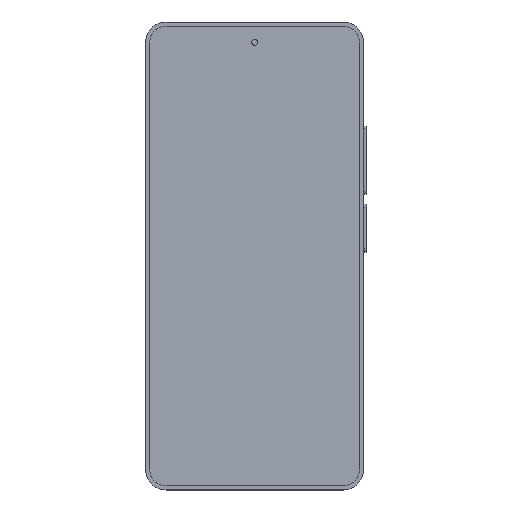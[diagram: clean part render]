
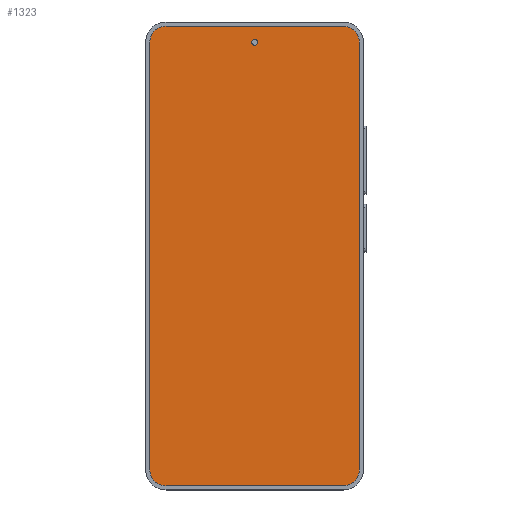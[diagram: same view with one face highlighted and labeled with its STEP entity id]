
A CAD part, top view. The second image highlights one B-rep face of the part: STEP entity #1323.
In plain terms, the highlighted planar face has unit normal (0, 0, 1).
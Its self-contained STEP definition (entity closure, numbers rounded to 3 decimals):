
#113 = CIRCLE ( 'NONE', #2436, 5.58 ) ;
#192 = AXIS2_PLACEMENT_3D ( 'NONE', #2867, #1332, #2610 ) ;
#253 = DIRECTION ( 'NONE',  ( 0., 0., 1. ) ) ;
#255 = VERTEX_POINT ( 'NONE', #3004 ) ;
#307 = CARTESIAN_POINT ( 'NONE',  ( 67.95, 1.42, 7.9 ) ) ;
#328 = PLANE ( 'NONE',  #3571 ) ;
#390 = AXIS2_PLACEMENT_3D ( 'NONE', #1144, #2780, #3031 ) ;
#413 = EDGE_CURVE ( 'NONE', #2596, #1190, #1285, .T. ) ;
#546 = DIRECTION ( 'NONE',  ( 0., 0., 1. ) ) ;
#610 = CARTESIAN_POINT ( 'NONE',  ( 1.42, 154.11, 7.9 ) ) ;
#648 = CARTESIAN_POINT ( 'NONE',  ( 38.475, 154.11, 7.9 ) ) ;
#721 = CARTESIAN_POINT ( 'NONE',  ( 1.42, 7., 7.9 ) ) ;
#753 = ORIENTED_EDGE ( 'NONE', *, *, #3636, .T. ) ;
#876 = DIRECTION ( 'NONE',  ( -1., 0., 0. ) ) ;
#950 = DIRECTION ( 'NONE',  ( -1., 0., 0. ) ) ;
#959 = VERTEX_POINT ( 'NONE', #307 ) ;
#969 = AXIS2_PLACEMENT_3D ( 'NONE', #1854, #253, #3751 ) ;
#1025 = VERTEX_POINT ( 'NONE', #1451 ) ;
#1144 = CARTESIAN_POINT ( 'NONE',  ( 37.475, 154.11, 7.9 ) ) ;
#1190 = VERTEX_POINT ( 'NONE', #1549 ) ;
#1242 = ORIENTED_EDGE ( 'NONE', *, *, #1317, .T. ) ;
#1245 = LINE ( 'NONE', #2519, #2063 ) ;
#1263 = FACE_BOUND ( 'NONE', #1333, .T. ) ;
#1275 = EDGE_CURVE ( 'NONE', #2183, #3842, #3584, .T. ) ;
#1285 = CIRCLE ( 'NONE', #969, 5.58 ) ;
#1309 = DIRECTION ( 'NONE',  ( 0., 1., 0. ) ) ;
#1311 = CARTESIAN_POINT ( 'NONE',  ( 1.42, 154.11, 7.9 ) ) ;
#1317 = EDGE_CURVE ( 'NONE', #959, #3761, #113, .T. ) ;
#1323 = ADVANCED_FACE ( 'NONE', ( #3498, #1263 ), #328, .F. ) ;
#1332 = DIRECTION ( 'NONE',  ( 0., 0., 1. ) ) ;
#1333 = EDGE_LOOP ( 'NONE', ( #2385, #1580 ) ) ;
#1451 = CARTESIAN_POINT ( 'NONE',  ( 7., 159.69, 7.9 ) ) ;
#1502 = DIRECTION ( 'NONE',  ( -1., 0., 0. ) ) ;
#1549 = CARTESIAN_POINT ( 'NONE',  ( 7., 1.42, 7.9 ) ) ;
#1580 = ORIENTED_EDGE ( 'NONE', *, *, #1275, .F. ) ;
#1607 = EDGE_CURVE ( 'NONE', #3842, #2183, #1658, .T. ) ;
#1615 = LINE ( 'NONE', #2926, #1654 ) ;
#1637 = LINE ( 'NONE', #1311, #3389 ) ;
#1654 = VECTOR ( 'NONE', #1309, 1000. ) ;
#1658 = CIRCLE ( 'NONE', #390, 1. ) ;
#1669 = EDGE_CURVE ( 'NONE', #3641, #1025, #3412, .T. ) ;
#1817 = CARTESIAN_POINT ( 'NONE',  ( 7., 159.69, 7.9 ) ) ;
#1854 = CARTESIAN_POINT ( 'NONE',  ( 7., 7., 7.9 ) ) ;
#1874 = EDGE_LOOP ( 'NONE', ( #3456, #3286, #753, #2254, #2837, #1242, #3952, #3250 ) ) ;
#1930 = CARTESIAN_POINT ( 'NONE',  ( 67.95, 7., 7.9 ) ) ;
#2039 = EDGE_CURVE ( 'NONE', #255, #3641, #3792, .T. ) ;
#2063 = VECTOR ( 'NONE', #2214, 1000. ) ;
#2112 = AXIS2_PLACEMENT_3D ( 'NONE', #2959, #2143, #876 ) ;
#2143 = DIRECTION ( 'NONE',  ( 0., 0., 1. ) ) ;
#2183 = VERTEX_POINT ( 'NONE', #648 ) ;
#2214 = DIRECTION ( 'NONE',  ( 1., 0., 0. ) ) ;
#2254 = ORIENTED_EDGE ( 'NONE', *, *, #413, .T. ) ;
#2336 = CARTESIAN_POINT ( 'NONE',  ( 73.53, 7., 7.9 ) ) ;
#2385 = ORIENTED_EDGE ( 'NONE', *, *, #1607, .F. ) ;
#2436 = AXIS2_PLACEMENT_3D ( 'NONE', #1930, #2847, #950 ) ;
#2503 = AXIS2_PLACEMENT_3D ( 'NONE', #3120, #546, #3074 ) ;
#2519 = CARTESIAN_POINT ( 'NONE',  ( 7., 1.42, 7.9 ) ) ;
#2568 = EDGE_CURVE ( 'NONE', #3761, #255, #1615, .T. ) ;
#2573 = EDGE_CURVE ( 'NONE', #1025, #3433, #2852, .T. ) ;
#2596 = VERTEX_POINT ( 'NONE', #721 ) ;
#2610 = DIRECTION ( 'NONE',  ( -1., 0., 0. ) ) ;
#2780 = DIRECTION ( 'NONE',  ( 0., 0., 1. ) ) ;
#2837 = ORIENTED_EDGE ( 'NONE', *, *, #4107, .T. ) ;
#2847 = DIRECTION ( 'NONE',  ( 0., 0., 1. ) ) ;
#2852 = CIRCLE ( 'NONE', #192, 5.58 ) ;
#2866 = CARTESIAN_POINT ( 'NONE',  ( 7., 154.11, 7.9 ) ) ;
#2867 = CARTESIAN_POINT ( 'NONE',  ( 7., 154.11, 7.9 ) ) ;
#2869 = CARTESIAN_POINT ( 'NONE',  ( 67.95, 159.69, 7.9 ) ) ;
#2926 = CARTESIAN_POINT ( 'NONE',  ( 73.53, 154.11, 7.9 ) ) ;
#2959 = CARTESIAN_POINT ( 'NONE',  ( 67.95, 154.11, 7.9 ) ) ;
#3004 = CARTESIAN_POINT ( 'NONE',  ( 73.53, 154.11, 7.9 ) ) ;
#3031 = DIRECTION ( 'NONE',  ( -1., 0., 0. ) ) ;
#3074 = DIRECTION ( 'NONE',  ( -1., 0., 0. ) ) ;
#3120 = CARTESIAN_POINT ( 'NONE',  ( 37.475, 154.11, 7.9 ) ) ;
#3203 = DIRECTION ( 'NONE',  ( 0., 0., -1. ) ) ;
#3205 = DIRECTION ( 'NONE',  ( 0., -1., 0. ) ) ;
#3250 = ORIENTED_EDGE ( 'NONE', *, *, #2039, .T. ) ;
#3286 = ORIENTED_EDGE ( 'NONE', *, *, #2573, .T. ) ;
#3361 = VECTOR ( 'NONE', #1502, 1000. ) ;
#3389 = VECTOR ( 'NONE', #3205, 1000. ) ;
#3412 = LINE ( 'NONE', #1817, #3361 ) ;
#3433 = VERTEX_POINT ( 'NONE', #610 ) ;
#3456 = ORIENTED_EDGE ( 'NONE', *, *, #1669, .T. ) ;
#3498 = FACE_OUTER_BOUND ( 'NONE', #1874, .T. ) ;
#3571 = AXIS2_PLACEMENT_3D ( 'NONE', #2866, #3203, #3834 ) ;
#3584 = CIRCLE ( 'NONE', #2503, 1. ) ;
#3636 = EDGE_CURVE ( 'NONE', #3433, #2596, #1637, .T. ) ;
#3641 = VERTEX_POINT ( 'NONE', #2869 ) ;
#3751 = DIRECTION ( 'NONE',  ( -1., 0., 0. ) ) ;
#3754 = CARTESIAN_POINT ( 'NONE',  ( 36.475, 154.11, 7.9 ) ) ;
#3761 = VERTEX_POINT ( 'NONE', #2336 ) ;
#3792 = CIRCLE ( 'NONE', #2112, 5.58 ) ;
#3834 = DIRECTION ( 'NONE',  ( -1., 0., 0. ) ) ;
#3842 = VERTEX_POINT ( 'NONE', #3754 ) ;
#3952 = ORIENTED_EDGE ( 'NONE', *, *, #2568, .T. ) ;
#4107 = EDGE_CURVE ( 'NONE', #1190, #959, #1245, .T. ) ;
